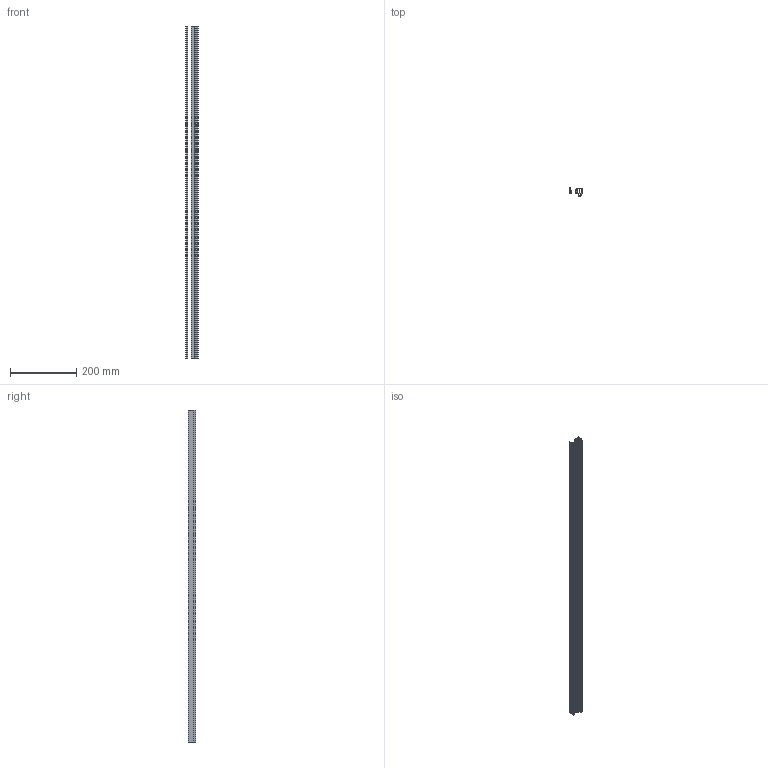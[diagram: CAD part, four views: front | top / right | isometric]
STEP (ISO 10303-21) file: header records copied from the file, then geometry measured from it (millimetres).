
FILE_DESCRIPTION (( 'STEP AP203' ), '1' );
FILE_NAME ('ALF-CP-I30-4.step', '2024-08-15T09:54:33', ( '' ), ( '' ), 'SwSTEP 2.0', 'SolidWorks 2022', '' );
FILE_SCHEMA (( 'CONFIG_CONTROL_DESIGN' ));
Length unit declared in the file: millimetre
Products named in the file (3): ALF-CP-I30-4_профиль^ALF-CP-I30-4; ALF-CP-I30-4_вставка^ALF-CP-I30-4; ALF-CP-I30-4
Assembly tree (2 placements, depth 2):
  ALF-CP-I30-4
    ALF-CP-I30-4_профиль^ALF-CP-I30-4
    ALF-CP-I30-4_вставка^ALF-CP-I30-4
Bounding box: 36.9 x 22.99 x 1000 mm (x, y, z)
Volume: 151806.6 mm3; surface area: 255729.7 mm2
Topology: 2 solids, 2 shells, 66 faces, 186 edges, 124 vertices
Faces by surface type: plane 61, cylinder 5
Entity records: 2413 total; most frequent: CARTESIAN_POINT 381, ORIENTED_EDGE 372, DIRECTION 338, EDGE_CURVE 186, VECTOR 176, LINE 176, VERTEX_POINT 124, AXIS2_PLACEMENT_3D 81
